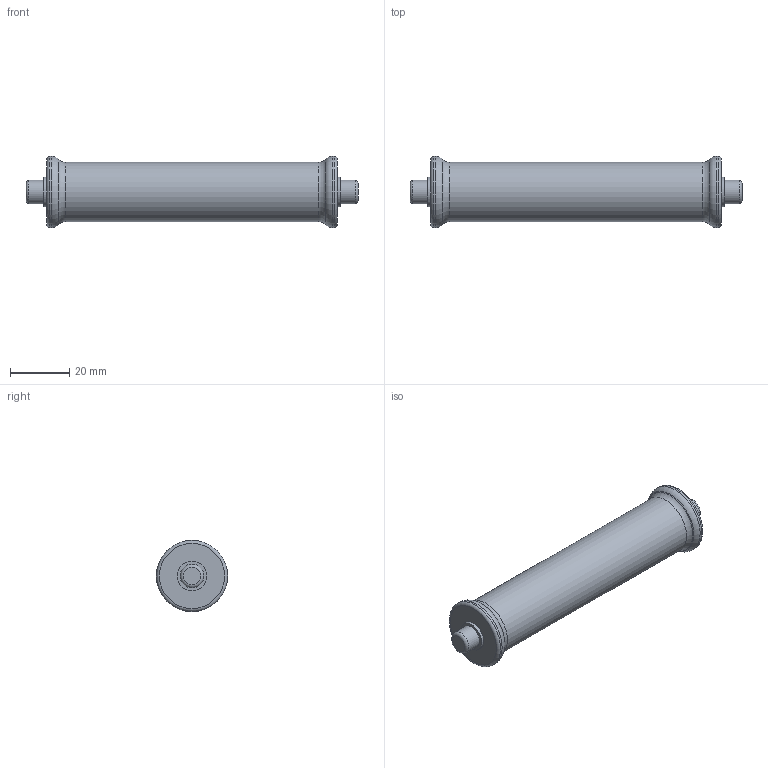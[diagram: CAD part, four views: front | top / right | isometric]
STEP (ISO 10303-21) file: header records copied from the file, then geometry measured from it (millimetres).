
FILE_DESCRIPTION(/* description */ (''),/* implementation_level */ '2;1');
FILE_NAME(/* name */ 'FillerRollerSource.step',/* time_stamp */ '2019-03-20T21:16:58+01:00',/* author */ ('Hugo.Groeneveld'),/* organization */ (''),/* preprocessor_version */ 'ST-DEVELOPER v17.2',/* originating_system */ 'Autodesk Translation Framework v7.6.0.251',/* authorisation */ '');
FILE_SCHEMA (('AUTOMOTIVE_DESIGN { 1 0 10303 214 3 1 1 }'));
Length unit declared in the file: millimetre
Products named in the file (1): FilamentHolder3dpnFinal
Bounding box: 112 x 24 x 24 mm (x, y, z)
Volume: 32584.6 mm3; surface area: 7514.5 mm2
Topology: 1 solids, 1 shells, 23 faces, 54 edges, 37 vertices
Faces by surface type: torus 8, cylinder 7, plane 6, cone 2
Full cylindrical faces by diameter (mm): 7.9 x2, 10 x2, 20 x1, 24 x2
Entity records: 733 total; most frequent: DIRECTION 147, CARTESIAN_POINT 115, ORIENTED_EDGE 108, AXIS2_PLACEMENT_3D 69, EDGE_CURVE 54, CIRCLE 45, VERTEX_POINT 37, EDGE_LOOP 27
